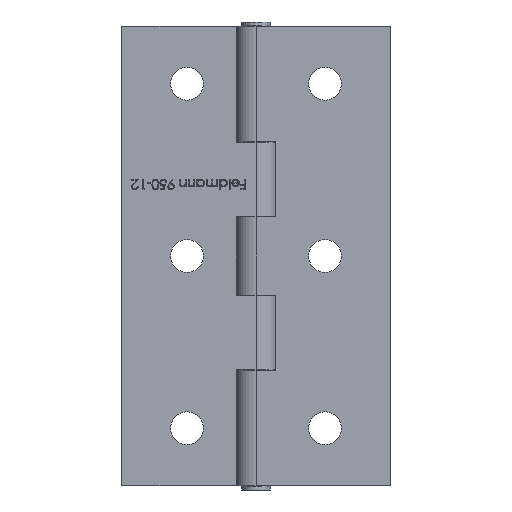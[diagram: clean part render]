
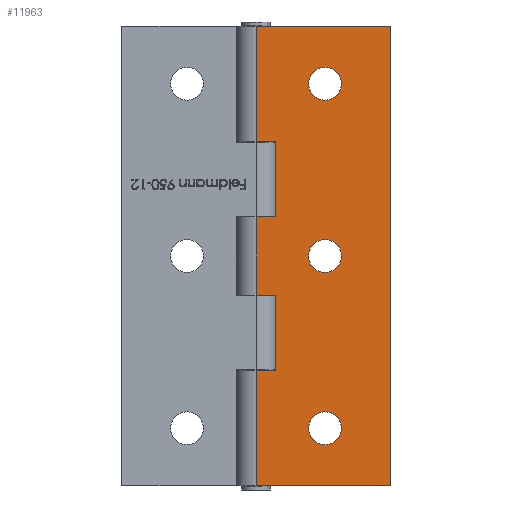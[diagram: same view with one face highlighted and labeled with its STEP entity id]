
A CAD part, front view. The second image highlights one B-rep face of the part: STEP entity #11963.
In plain terms, the highlighted planar face has unit normal (0, -1, 0).
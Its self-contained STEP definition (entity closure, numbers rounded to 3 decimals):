
#119 = VERTEX_POINT ( 'NONE', #9867 ) ;
#217 = VECTOR ( 'NONE', #1588, 1000. ) ;
#229 = CIRCLE ( 'NONE', #4329, 2.15 ) ;
#252 = CARTESIAN_POINT ( 'NONE',  ( -16., 0., -30. ) ) ;
#488 = VECTOR ( 'NONE', #8884, 1000. ) ;
#678 = VERTEX_POINT ( 'NONE', #3294 ) ;
#848 = ORIENTED_EDGE ( 'NONE', *, *, #11452, .F. ) ;
#868 = CARTESIAN_POINT ( 'NONE',  ( -7.5, 0., -20.35 ) ) ;
#886 = ORIENTED_EDGE ( 'NONE', *, *, #11936, .T. ) ;
#913 = ORIENTED_EDGE ( 'NONE', *, *, #10161, .F. ) ;
#1036 = CARTESIAN_POINT ( 'NONE',  ( -1.1, 0., 14.9 ) ) ;
#1042 = CARTESIAN_POINT ( 'NONE',  ( 1.5, 0., -37.354 ) ) ;
#1203 = CARTESIAN_POINT ( 'NONE',  ( -7.5, 0., 0. ) ) ;
#1430 = DIRECTION ( 'NONE',  ( 0., 0., 1. ) ) ;
#1471 = VERTEX_POINT ( 'NONE', #7355 ) ;
#1478 = EDGE_CURVE ( 'NONE', #3798, #3798, #8725, .T. ) ;
#1588 = DIRECTION ( 'NONE',  ( 1., 0., 0. ) ) ;
#1691 = CARTESIAN_POINT ( 'NONE',  ( -1.1, 0., 5.1 ) ) ;
#1727 = CARTESIAN_POINT ( 'NONE',  ( 1.5, 0., -14.9 ) ) ;
#1828 = CARTESIAN_POINT ( 'NONE',  ( -7.5, 0., 24.65 ) ) ;
#1903 = VERTEX_POINT ( 'NONE', #2031 ) ;
#1975 = DIRECTION ( 'NONE',  ( 1., 0., 0. ) ) ;
#2031 = CARTESIAN_POINT ( 'NONE',  ( 1.5, 0., -5.1 ) ) ;
#2061 = VERTEX_POINT ( 'NONE', #6808 ) ;
#2166 = CARTESIAN_POINT ( 'NONE',  ( -7.5, 0., 22.5 ) ) ;
#2544 = VECTOR ( 'NONE', #6070, 1000. ) ;
#2611 = ORIENTED_EDGE ( 'NONE', *, *, #4741, .T. ) ;
#2747 = ORIENTED_EDGE ( 'NONE', *, *, #4163, .F. ) ;
#2812 = VERTEX_POINT ( 'NONE', #4397 ) ;
#2992 = ORIENTED_EDGE ( 'NONE', *, *, #9975, .T. ) ;
#3003 = VERTEX_POINT ( 'NONE', #9973 ) ;
#3109 = DIRECTION ( 'NONE',  ( 0., 0., -1. ) ) ;
#3294 = CARTESIAN_POINT ( 'NONE',  ( -1.1, 0., -14.9 ) ) ;
#3335 = CARTESIAN_POINT ( 'NONE',  ( 1.5, 0., -37.354 ) ) ;
#3402 = VECTOR ( 'NONE', #4188, 1000. ) ;
#3425 = DIRECTION ( 'NONE',  ( 0., 0., -1. ) ) ;
#3463 = PLANE ( 'NONE',  #6109 ) ;
#3717 = CARTESIAN_POINT ( 'NONE',  ( -7.5, 0., -22.5 ) ) ;
#3798 = VERTEX_POINT ( 'NONE', #1828 ) ;
#3957 = ORIENTED_EDGE ( 'NONE', *, *, #10381, .F. ) ;
#3991 = DIRECTION ( 'NONE',  ( 0., 0., 1. ) ) ;
#4163 = EDGE_CURVE ( 'NONE', #119, #678, #5029, .T. ) ;
#4188 = DIRECTION ( 'NONE',  ( 0., 0., 1. ) ) ;
#4329 = AXIS2_PLACEMENT_3D ( 'NONE', #1203, #7721, #10657 ) ;
#4397 = CARTESIAN_POINT ( 'NONE',  ( 1.5, 0., 5.1 ) ) ;
#4518 = VERTEX_POINT ( 'NONE', #6228 ) ;
#4607 = EDGE_CURVE ( 'NONE', #9970, #2812, #11446, .T. ) ;
#4713 = DIRECTION ( 'NONE',  ( -1., 0., 0. ) ) ;
#4741 = EDGE_CURVE ( 'NONE', #1471, #1471, #229, .T. ) ;
#4806 = CARTESIAN_POINT ( 'NONE',  ( 1.5, 0., -37.354 ) ) ;
#4913 = EDGE_CURVE ( 'NONE', #10239, #2061, #10714, .T. ) ;
#4936 = CARTESIAN_POINT ( 'NONE',  ( -1.1, 0., 0. ) ) ;
#4997 = LINE ( 'NONE', #9439, #11270 ) ;
#5029 = LINE ( 'NONE', #11691, #2544 ) ;
#5128 = EDGE_LOOP ( 'NONE', ( #11411, #848, #2747, #6508, #7327, #9370, #913, #886, #10526, #3957, #8675, #6390 ) ) ;
#5166 = LINE ( 'NONE', #11845, #217 ) ;
#5407 = CIRCLE ( 'NONE', #6590, 2.15 ) ;
#5854 = VECTOR ( 'NONE', #10243, 1000. ) ;
#6070 = DIRECTION ( 'NONE',  ( 0., 0., -1. ) ) ;
#6109 = AXIS2_PLACEMENT_3D ( 'NONE', #9095, #9047, #3425 ) ;
#6172 = LINE ( 'NONE', #4936, #6467 ) ;
#6204 = DIRECTION ( 'NONE',  ( 1., 0., 0. ) ) ;
#6228 = CARTESIAN_POINT ( 'NONE',  ( -16., 0., 30. ) ) ;
#6390 = ORIENTED_EDGE ( 'NONE', *, *, #7968, .F. ) ;
#6467 = VECTOR ( 'NONE', #3109, 1000. ) ;
#6471 = ORIENTED_EDGE ( 'NONE', *, *, #1478, .T. ) ;
#6508 = ORIENTED_EDGE ( 'NONE', *, *, #7980, .T. ) ;
#6574 = AXIS2_PLACEMENT_3D ( 'NONE', #2166, #11439, #7728 ) ;
#6590 = AXIS2_PLACEMENT_3D ( 'NONE', #3717, #7285, #10156 ) ;
#6621 = CARTESIAN_POINT ( 'NONE',  ( -1.1, 0., 5.1 ) ) ;
#6730 = VERTEX_POINT ( 'NONE', #252 ) ;
#6739 = LINE ( 'NONE', #7962, #488 ) ;
#6753 = LINE ( 'NONE', #11814, #7051 ) ;
#6755 = VECTOR ( 'NONE', #1975, 1000. ) ;
#6770 = EDGE_LOOP ( 'NONE', ( #2611 ) ) ;
#6808 = CARTESIAN_POINT ( 'NONE',  ( 1.5, 0., 30. ) ) ;
#7038 = FACE_BOUND ( 'NONE', #6770, .T. ) ;
#7051 = VECTOR ( 'NONE', #6204, 1000. ) ;
#7285 = DIRECTION ( 'NONE',  ( 0., 1., 0. ) ) ;
#7327 = ORIENTED_EDGE ( 'NONE', *, *, #11105, .T. ) ;
#7355 = CARTESIAN_POINT ( 'NONE',  ( -7.5, 0., 2.15 ) ) ;
#7410 = EDGE_CURVE ( 'NONE', #6730, #4518, #12016, .T. ) ;
#7721 = DIRECTION ( 'NONE',  ( 0., 1., 0. ) ) ;
#7728 = DIRECTION ( 'NONE',  ( 0., 0., 1. ) ) ;
#7962 = CARTESIAN_POINT ( 'NONE',  ( -1.1, 0., 14.9 ) ) ;
#7968 = EDGE_CURVE ( 'NONE', #3003, #6730, #4997, .T. ) ;
#7980 = EDGE_CURVE ( 'NONE', #119, #1903, #8932, .T. ) ;
#8232 = VECTOR ( 'NONE', #1430, 1000. ) ;
#8405 = DIRECTION ( 'NONE',  ( 1., 0., 0. ) ) ;
#8430 = VERTEX_POINT ( 'NONE', #1036 ) ;
#8675 = ORIENTED_EDGE ( 'NONE', *, *, #7410, .F. ) ;
#8712 = EDGE_CURVE ( 'NONE', #3003, #11070, #9348, .T. ) ;
#8725 = CIRCLE ( 'NONE', #6574, 2.15 ) ;
#8884 = DIRECTION ( 'NONE',  ( 1., 0., 0. ) ) ;
#8931 = LINE ( 'NONE', #1042, #5854 ) ;
#8932 = LINE ( 'NONE', #9480, #6755 ) ;
#9047 = DIRECTION ( 'NONE',  ( 0., -1., 0. ) ) ;
#9095 = CARTESIAN_POINT ( 'NONE',  ( 0., 0., 0. ) ) ;
#9217 = FACE_OUTER_BOUND ( 'NONE', #5128, .T. ) ;
#9348 = LINE ( 'NONE', #4806, #9504 ) ;
#9370 = ORIENTED_EDGE ( 'NONE', *, *, #4607, .F. ) ;
#9439 = CARTESIAN_POINT ( 'NONE',  ( -16., 0., -30. ) ) ;
#9480 = CARTESIAN_POINT ( 'NONE',  ( -1.1, 0., -5.1 ) ) ;
#9504 = VECTOR ( 'NONE', #3991, 1000. ) ;
#9788 = EDGE_LOOP ( 'NONE', ( #2992 ) ) ;
#9867 = CARTESIAN_POINT ( 'NONE',  ( -1.1, 0., -5.1 ) ) ;
#9872 = CARTESIAN_POINT ( 'NONE',  ( -16., 0., 30. ) ) ;
#9970 = VERTEX_POINT ( 'NONE', #1691 ) ;
#9973 = CARTESIAN_POINT ( 'NONE',  ( 1.5, 0., -30. ) ) ;
#9975 = EDGE_CURVE ( 'NONE', #10077, #10077, #5407, .T. ) ;
#10077 = VERTEX_POINT ( 'NONE', #868 ) ;
#10156 = DIRECTION ( 'NONE',  ( 0., 0., 1. ) ) ;
#10161 = EDGE_CURVE ( 'NONE', #8430, #9970, #6172, .T. ) ;
#10239 = VERTEX_POINT ( 'NONE', #11608 ) ;
#10243 = DIRECTION ( 'NONE',  ( 0., 0., 1. ) ) ;
#10263 = VECTOR ( 'NONE', #8405, 1000. ) ;
#10381 = EDGE_CURVE ( 'NONE', #4518, #2061, #5166, .T. ) ;
#10384 = FACE_BOUND ( 'NONE', #9788, .T. ) ;
#10526 = ORIENTED_EDGE ( 'NONE', *, *, #4913, .T. ) ;
#10657 = DIRECTION ( 'NONE',  ( 0., 0., 1. ) ) ;
#10714 = LINE ( 'NONE', #3335, #8232 ) ;
#10889 = EDGE_LOOP ( 'NONE', ( #6471 ) ) ;
#11070 = VERTEX_POINT ( 'NONE', #1727 ) ;
#11105 = EDGE_CURVE ( 'NONE', #1903, #2812, #8931, .T. ) ;
#11117 = FACE_BOUND ( 'NONE', #10889, .T. ) ;
#11270 = VECTOR ( 'NONE', #4713, 1000. ) ;
#11411 = ORIENTED_EDGE ( 'NONE', *, *, #8712, .T. ) ;
#11439 = DIRECTION ( 'NONE',  ( 0., 1., 0. ) ) ;
#11446 = LINE ( 'NONE', #6621, #10263 ) ;
#11452 = EDGE_CURVE ( 'NONE', #678, #11070, #6753, .T. ) ;
#11608 = CARTESIAN_POINT ( 'NONE',  ( 1.5, 0., 14.9 ) ) ;
#11691 = CARTESIAN_POINT ( 'NONE',  ( -1.1, 0., 0. ) ) ;
#11814 = CARTESIAN_POINT ( 'NONE',  ( -1.1, 0., -14.9 ) ) ;
#11845 = CARTESIAN_POINT ( 'NONE',  ( 0., 0., 30. ) ) ;
#11936 = EDGE_CURVE ( 'NONE', #8430, #10239, #6739, .T. ) ;
#11963 = ADVANCED_FACE ( 'NONE', ( #10384, #7038, #11117, #9217 ), #3463, .T. ) ;
#12016 = LINE ( 'NONE', #9872, #3402 ) ;
